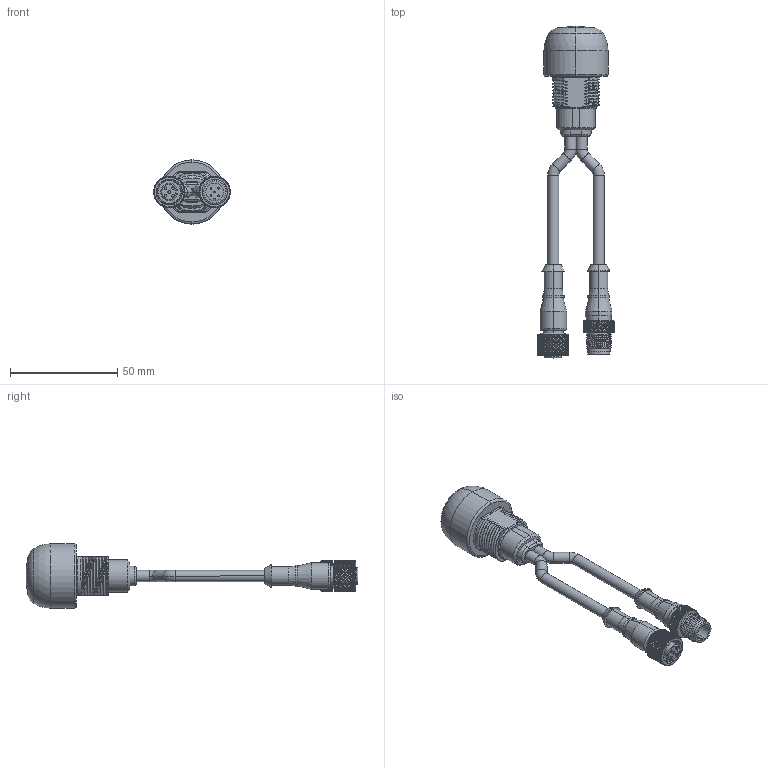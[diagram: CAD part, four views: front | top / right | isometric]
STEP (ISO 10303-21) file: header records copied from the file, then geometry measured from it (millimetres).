
FILE_DESCRIPTION((''),'2;1');
FILE_NAME('207092_ASM','2020-07-28T13:47:57',('PDMAdmin'),('BANNER ENGINEERING'),'CREO PARAMETRIC BY PTC INC, 2019292','CREO PARAMETRIC BY PTC INC, 2019292','');
FILE_SCHEMA(('CONFIG_CONTROL_DESIGN'));
Products named in the file (2): 207092_SW0001; 207092_ASM
Assembly tree (1 placements, depth 2):
  207092_ASM
    207092_SW0001
Bounding box: 35.7 x 155 x 30 mm (x, y, z)
Volume: 15520.5 mm3; surface area: 17371.7 mm2
Topology: 1 solids, 1 shells, 5677 faces, 12341 edges, 6712 vertices
Faces by surface type: bspline 3889, cylinder 1245, plane 460, torus 41, cone 34, sphere 8
Entity records: 237174 total; most frequent: CARTESIAN_POINT 147981, ORIENTED_EDGE 24678, EDGE_CURVE 12339, B_SPLINE_CURVE_WITH_KNOTS 10297, VERTEX_POINT 6712, DIRECTION 6377, EDGE_LOOP 5749, FACE_OUTER_BOUND 5677
